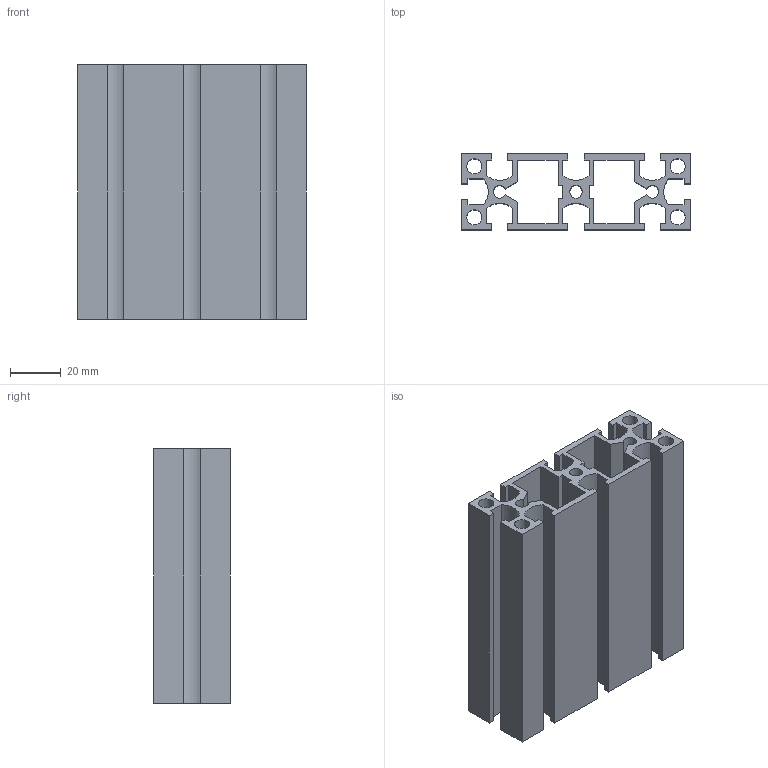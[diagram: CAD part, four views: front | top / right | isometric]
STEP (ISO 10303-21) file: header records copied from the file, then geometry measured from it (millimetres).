
FILE_DESCRIPTION((''),'2;1');
FILE_NAME('AF3090-6.stp','2009-08-25T17:04:41',('Administrator'),(''),'Autodesk Inventor 2008','Autodesk Inventor 2008','');
FILE_SCHEMA(('AUTOMOTIVE_DESIGN { 1 0 10303 214 1 1 1 1 }'));
Length unit declared in the file: millimetre
Products named in the file (1): AF3090-6
Bounding box: 90 x 30 x 100 mm (x, y, z)
Volume: 92702.6 mm3; surface area: 76105.6 mm2
Topology: 1 solids, 1 shells, 99 faces, 291 edges, 194 vertices
Faces by surface type: plane 84, cylinder 15
Full cylindrical faces by diameter (mm): 5 x1, 6 x4
Entity records: 3284 total; most frequent: CARTESIAN_POINT 580, ORIENTED_EDGE 572, DIRECTION 516, EDGE_CURVE 286, VECTOR 256, LINE 256, VERTEX_POINT 194, AXIS2_PLACEMENT_3D 130
